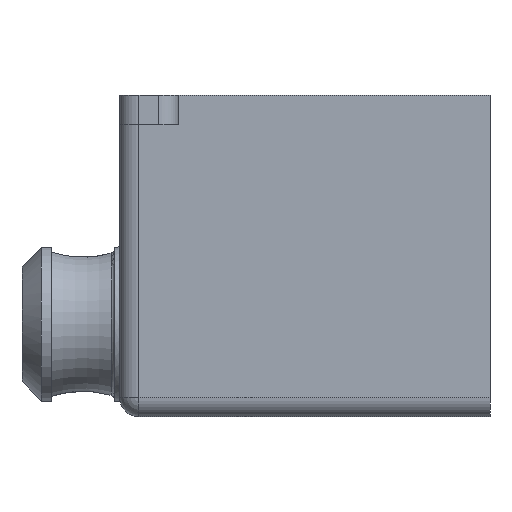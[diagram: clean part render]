
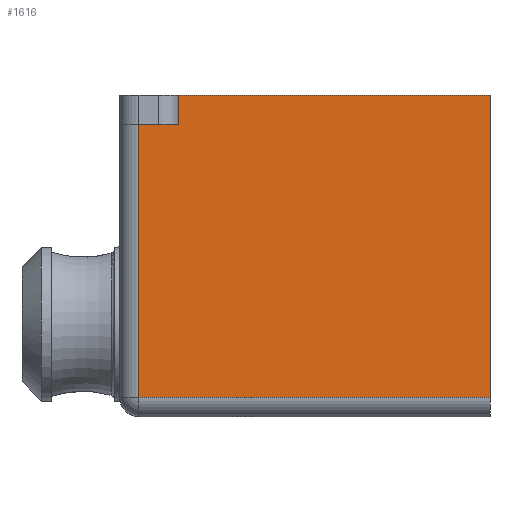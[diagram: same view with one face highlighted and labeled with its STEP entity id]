
A CAD part, front view. The second image highlights one B-rep face of the part: STEP entity #1616.
In plain terms, the highlighted planar face has unit normal (0, -1, 0).
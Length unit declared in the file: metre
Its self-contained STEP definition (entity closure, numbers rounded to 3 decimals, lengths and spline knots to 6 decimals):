
#510=ORIENTED_EDGE('',*,*,#863,.F.);
#511=ORIENTED_EDGE('',*,*,#699,.T.);
#512=ORIENTED_EDGE('',*,*,#713,.T.);
#513=ORIENTED_EDGE('',*,*,#864,.F.);
#514=ORIENTED_EDGE('',*,*,#865,.T.);
#515=ORIENTED_EDGE('',*,*,#866,.F.);
#699=EDGE_CURVE('',#935,#934,#1093,.T.);
#713=EDGE_CURVE('',#934,#946,#1100,.T.);
#863=EDGE_CURVE('',#935,#1055,#1153,.F.);
#864=EDGE_CURVE('',#1056,#946,#1154,.T.);
#865=EDGE_CURVE('',#1056,#1057,#1155,.T.);
#866=EDGE_CURVE('',#1055,#1057,#1156,.T.);
#934=VERTEX_POINT('',#2354);
#935=VERTEX_POINT('',#2356);
#946=VERTEX_POINT('',#2388);
#1055=VERTEX_POINT('',#3038);
#1056=VERTEX_POINT('',#3040);
#1057=VERTEX_POINT('',#3042);
#1093=LINE('',#2355,#1198);
#1100=LINE('',#2389,#1205);
#1153=LINE('',#3037,#1258);
#1154=LINE('',#3039,#1259);
#1155=LINE('',#3041,#1260);
#1156=LINE('',#3043,#1261);
#1198=VECTOR('',#1882,1.);
#1205=VECTOR('',#1903,1.);
#1258=VECTOR('',#2156,1.);
#1259=VECTOR('',#2157,1.);
#1260=VECTOR('',#2158,1.);
#1261=VECTOR('',#2159,1.);
#1360=EDGE_LOOP('',(#510,#511,#512,#513,#514,#515));
#1483=FACE_BOUND('',#1360,.T.);
#1553=PLANE('',#1785);
#1616=ADVANCED_FACE('',(#1483),#1553,.T.);
#1785=AXIS2_PLACEMENT_3D('',#3036,#2154,#2155);
#1882=DIRECTION('',(0.,0.,1.));
#1903=DIRECTION('',(-1.,0.,0.));
#2154=DIRECTION('',(0.,-1.,0.));
#2155=DIRECTION('',(-1.,0.,0.));
#2156=DIRECTION('',(1.,0.,0.));
#2157=DIRECTION('',(0.,0.,1.));
#2158=DIRECTION('',(-1.,0.,0.));
#2159=DIRECTION('',(0.,0.,1.));
#2354=CARTESIAN_POINT('',(-0.009,-0.052,0.0315));
#2355=CARTESIAN_POINT('',(-0.009,-0.052,0.0135));
#2356=CARTESIAN_POINT('',(-0.009,-0.052,0.0005));
#2388=CARTESIAN_POINT('',(-0.041,-0.052,0.0315));
#2389=CARTESIAN_POINT('',(-0.0265,-0.052,0.0315));
#3036=CARTESIAN_POINT('',(-0.028,-0.052,0.012));
#3037=CARTESIAN_POINT('',(-0.028,-0.052,0.0005));
#3038=CARTESIAN_POINT('',(-0.045,-0.052,0.0005));
#3039=CARTESIAN_POINT('',(-0.041,-0.052,0.0285));
#3040=CARTESIAN_POINT('',(-0.041,-0.052,0.0285));
#3041=CARTESIAN_POINT('',(-0.018,-0.052,0.0285));
#3042=CARTESIAN_POINT('',(-0.045,-0.052,0.0285));
#3043=CARTESIAN_POINT('',(-0.045,-0.052,0.0285));
